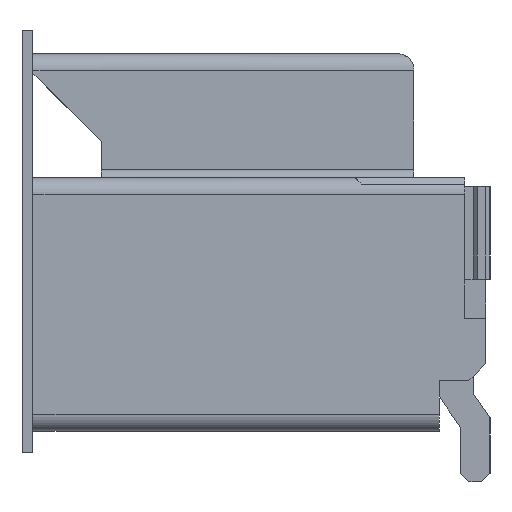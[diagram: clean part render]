
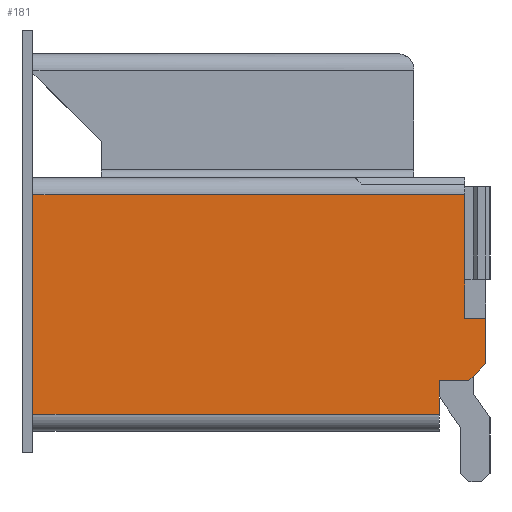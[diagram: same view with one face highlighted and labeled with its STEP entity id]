
A CAD part, left-side view. The second image highlights one B-rep face of the part: STEP entity #181.
In plain terms, the highlighted planar face has unit normal (-1, 0, 0).
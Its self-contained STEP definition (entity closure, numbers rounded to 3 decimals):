
#181 = ADVANCED_FACE( '', ( #692 ), #693, .T. );
#692 = FACE_OUTER_BOUND( '', #1678, .T. );
#693 = PLANE( '', #1679 );
#1678 = EDGE_LOOP( '', ( #2825, #2826, #2827, #2828, #2829, #2830, #2831, #2832, #2833 ) );
#1679 = AXIS2_PLACEMENT_3D( '', #2834, #2835, #2836 );
#2825 = ORIENTED_EDGE( '', *, *, #6610, .T. );
#2826 = ORIENTED_EDGE( '', *, *, #6624, .F. );
#2827 = ORIENTED_EDGE( '', *, *, #6779, .F. );
#2828 = ORIENTED_EDGE( '', *, *, #6674, .T. );
#2829 = ORIENTED_EDGE( '', *, *, #6780, .F. );
#2830 = ORIENTED_EDGE( '', *, *, #6781, .F. );
#2831 = ORIENTED_EDGE( '', *, *, #6782, .T. );
#2832 = ORIENTED_EDGE( '', *, *, #6783, .T. );
#2833 = ORIENTED_EDGE( '', *, *, #6784, .F. );
#2834 = CARTESIAN_POINT( '', ( -7., -2.675, -1.31 ) );
#2835 = DIRECTION( '', ( -1., 0., 0. ) );
#2836 = DIRECTION( '', ( 0., 0., 1. ) );
#6610 = EDGE_CURVE( '', #7898, #7896, #7899, .T. );
#6624 = EDGE_CURVE( '', #7924, #7896, #7926, .T. );
#6674 = EDGE_CURVE( '', #8024, #8025, #8026, .T. );
#6779 = EDGE_CURVE( '', #8024, #7924, #8233, .T. );
#6780 = EDGE_CURVE( '', #8234, #8025, #8235, .T. );
#6781 = EDGE_CURVE( '', #8236, #8234, #8237, .T. );
#6782 = EDGE_CURVE( '', #8236, #8238, #8239, .T. );
#6783 = EDGE_CURVE( '', #8238, #8240, #8241, .T. );
#6784 = EDGE_CURVE( '', #7898, #8240, #8242, .T. );
#7896 = VERTEX_POINT( '', #10032 );
#7898 = VERTEX_POINT( '', #10034 );
#7899 = LINE( '', #10035, #10036 );
#7924 = VERTEX_POINT( '', #10084 );
#7926 = LINE( '', #10086, #10087 );
#8024 = VERTEX_POINT( '', #10232 );
#8025 = VERTEX_POINT( '', #10233 );
#8026 = LINE( '', #10234, #10235 );
#8233 = LINE( '', #10544, #10545 );
#8234 = VERTEX_POINT( '', #10546 );
#8235 = LINE( '', #10547, #10548 );
#8236 = VERTEX_POINT( '', #10549 );
#8237 = LINE( '', #10550, #10551 );
#8238 = VERTEX_POINT( '', #10552 );
#8239 = LINE( '', #10553, #10554 );
#8240 = VERTEX_POINT( '', #10555 );
#8241 = LINE( '', #10556, #10557 );
#8242 = LINE( '', #10558, #10559 );
#10032 = CARTESIAN_POINT( '', ( -7., 2.685, 1.29 ) );
#10034 = CARTESIAN_POINT( '', ( -7., -2.425, 1.29 ) );
#10035 = CARTESIAN_POINT( '', ( -7., -2.425, 1.29 ) );
#10036 = VECTOR( '', #13403, 1000. );
#10084 = CARTESIAN_POINT( '', ( -7., 2.685, -1.31 ) );
#10086 = CARTESIAN_POINT( '', ( -7., 2.685, -1.31 ) );
#10087 = VECTOR( '', #13425, 1000. );
#10232 = CARTESIAN_POINT( '', ( -7., -2.125, -1.31 ) );
#10233 = CARTESIAN_POINT( '', ( -7., -2.125, -0.91 ) );
#10234 = CARTESIAN_POINT( '', ( -7., -2.125, -1.31 ) );
#10235 = VECTOR( '', #13479, 1000. );
#10544 = CARTESIAN_POINT( '', ( -7., -2.125, -1.31 ) );
#10545 = VECTOR( '', #13588, 1000. );
#10546 = CARTESIAN_POINT( '', ( -7., -2.475, -0.91 ) );
#10547 = CARTESIAN_POINT( '', ( -7., -2.475, -0.91 ) );
#10548 = VECTOR( '', #13589, 1000. );
#10549 = CARTESIAN_POINT( '', ( -7., -2.675, -0.71 ) );
#10550 = CARTESIAN_POINT( '', ( -7., -2.675, -0.71 ) );
#10551 = VECTOR( '', #13590, 1000. );
#10552 = CARTESIAN_POINT( '', ( -7., -2.675, -0.17 ) );
#10553 = CARTESIAN_POINT( '', ( -7., -2.675, -0.71 ) );
#10554 = VECTOR( '', #13591, 1000. );
#10555 = CARTESIAN_POINT( '', ( -7., -2.425, -0.17 ) );
#10556 = CARTESIAN_POINT( '', ( -7., -2.675, -0.17 ) );
#10557 = VECTOR( '', #13592, 1000. );
#10558 = CARTESIAN_POINT( '', ( -7., -2.425, 1.29 ) );
#10559 = VECTOR( '', #13593, 1000. );
#13403 = DIRECTION( '', ( 0., 1., 0. ) );
#13425 = DIRECTION( '', ( 0., 0., 1. ) );
#13479 = DIRECTION( '', ( 0., 0., 1. ) );
#13588 = DIRECTION( '', ( 0., 1., 0. ) );
#13589 = DIRECTION( '', ( 0., 1., 0. ) );
#13590 = DIRECTION( '', ( 0., 0.707, -0.707 ) );
#13591 = DIRECTION( '', ( 0., 0., 1. ) );
#13592 = DIRECTION( '', ( 0., 1., 0. ) );
#13593 = DIRECTION( '', ( 0., 0., -1. ) );
